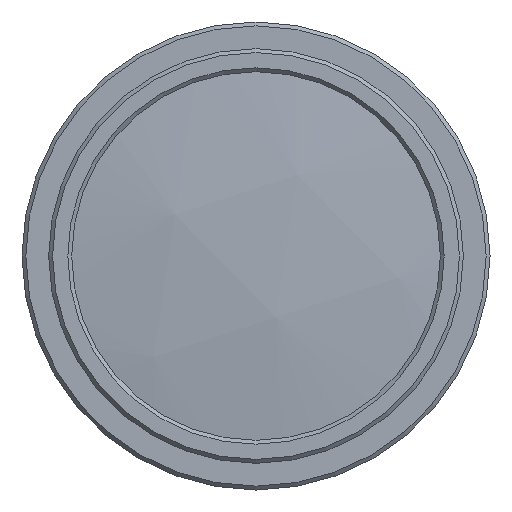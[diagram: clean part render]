
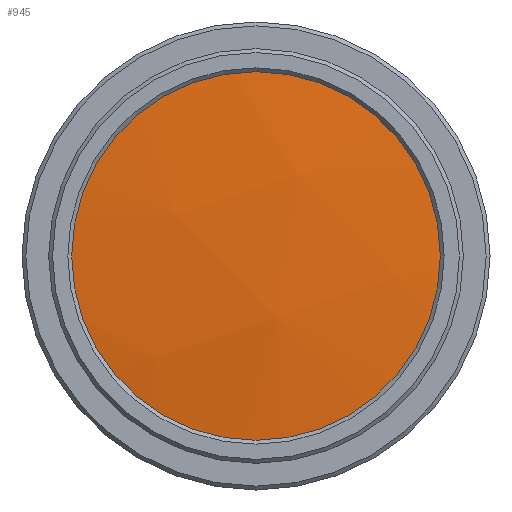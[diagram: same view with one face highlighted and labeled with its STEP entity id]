
A CAD part, left-side view. The second image highlights one B-rep face of the part: STEP entity #945.
In plain terms, the highlighted spherical face has radius 95.54 mm.
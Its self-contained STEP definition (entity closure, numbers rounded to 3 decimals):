
#46=SPHERICAL_SURFACE('',#1054,95.54);
#112=FACE_OUTER_BOUND('',#174,.T.);
#174=EDGE_LOOP('',(#705));
#359=CIRCLE('',#1053,12.559);
#415=VERTEX_POINT('',#1483);
#523=EDGE_CURVE('',#415,#415,#359,.T.);
#705=ORIENTED_EDGE('',*,*,#523,.F.);
#945=ADVANCED_FACE('',(#112),#46,.T.);
#1053=AXIS2_PLACEMENT_3D('',#1485,#1229,#1230);
#1054=AXIS2_PLACEMENT_3D('',#1486,#1231,#1232);
#1229=DIRECTION('center_axis',(1.,0.,0.));
#1230=DIRECTION('ref_axis',(0.,-0.309,-0.951));
#1231=DIRECTION('center_axis',(0.,0.309,0.951));
#1232=DIRECTION('ref_axis',(0.,0.951,-0.309));
#1483=CARTESIAN_POINT('',(-4.092,3.883,11.943));
#1485=CARTESIAN_POINT('Origin',(-4.092,0.,0.));
#1486=CARTESIAN_POINT('Origin',(90.619,0.,0.));
